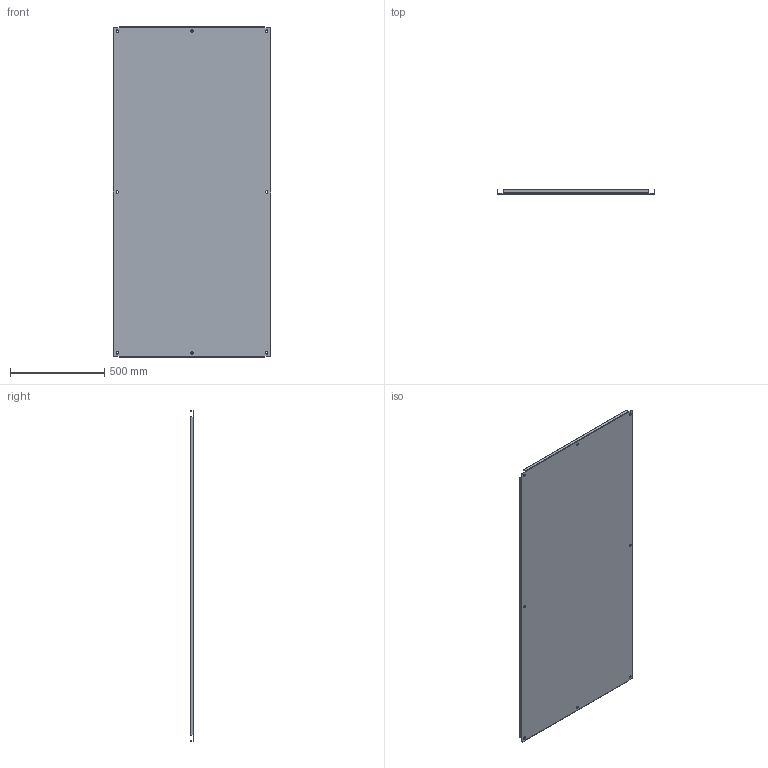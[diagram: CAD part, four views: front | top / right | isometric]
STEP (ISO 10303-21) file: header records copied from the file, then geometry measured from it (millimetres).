
FILE_DESCRIPTION (( 'STEP AP203' ), '1' );
FILE_NAME ('18G6933_Default.step', '2019-09-13T18:04:54', ( '' ), ( '' ), 'SwSTEP 2.0', 'SolidWorks 2018', '' );
FILE_SCHEMA (( 'CONFIG_CONTROL_DESIGN' ));
Length unit declared in the file: inch
Products named in the file (1): 18G6933_Default
Bounding box: 838.2 x 19.05 x 1752.6 mm (x, y, z)
Volume: 3727981.4 mm3; surface area: 3103413.5 mm2
Topology: 1 solids, 1 shells, 66 faces, 176 edges, 112 vertices
Faces by surface type: cylinder 36, plane 30
Entity records: 2175 total; most frequent: DIRECTION 382, CARTESIAN_POINT 355, ORIENTED_EDGE 352, EDGE_CURVE 176, AXIS2_PLACEMENT_3D 139, VERTEX_POINT 112, LINE 104, VECTOR 104
